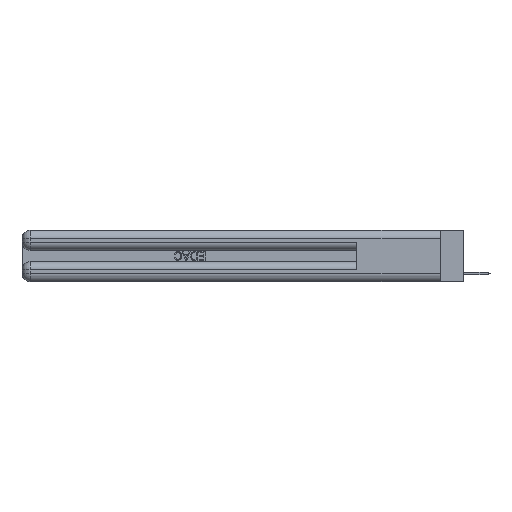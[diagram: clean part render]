
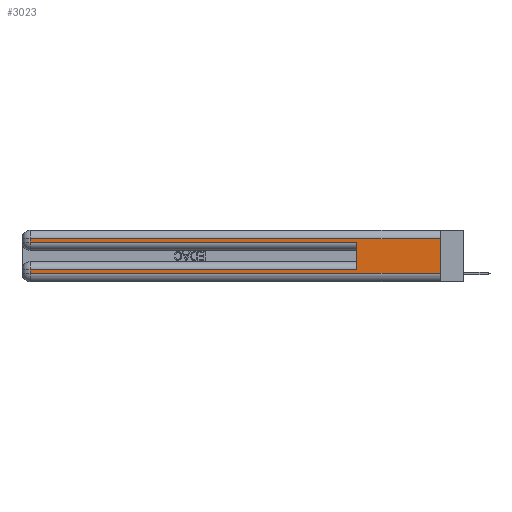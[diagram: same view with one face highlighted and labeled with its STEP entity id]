
A CAD part, left-side view. The second image highlights one B-rep face of the part: STEP entity #3023.
In plain terms, the highlighted planar face has unit normal (-1, 0, 0).
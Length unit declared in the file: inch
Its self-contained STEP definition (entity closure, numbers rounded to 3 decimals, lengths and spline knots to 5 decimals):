
#304 = VECTOR ( 'NONE', #11669, 39.37008 ) ;
#508 = VECTOR ( 'NONE', #2178, 39.37008 ) ;
#861 = EDGE_CURVE ( 'NONE', #1773, #2623, #24338, .T. ) ;
#1255 = ORIENTED_EDGE ( 'NONE', *, *, #11573, .T. ) ;
#1550 = EDGE_CURVE ( 'NONE', #8369, #6767, #22154, .T. ) ;
#1718 = VECTOR ( 'NONE', #19874, 39.37008 ) ;
#1773 = VERTEX_POINT ( 'NONE', #7384 ) ;
#2136 = DIRECTION ( 'NONE',  ( 0., 0., -1. ) ) ;
#2178 = DIRECTION ( 'NONE',  ( 0., -1., 0. ) ) ;
#2443 = VERTEX_POINT ( 'NONE', #2447 ) ;
#2447 = CARTESIAN_POINT ( 'NONE',  ( 0., 0., 0.06 ) ) ;
#2623 = VERTEX_POINT ( 'NONE', #18718 ) ;
#2857 = CARTESIAN_POINT ( 'NONE',  ( 0., 0., 0.31 ) ) ;
#2901 = DIRECTION ( 'NONE',  ( 0., 1., 0. ) ) ;
#3023 = ADVANCED_FACE ( 'NONE', ( #18135 ), #14100, .F. ) ;
#3152 = CARTESIAN_POINT ( 'NONE',  ( 0., 2.94, 0.37 ) ) ;
#3164 = VECTOR ( 'NONE', #14106, 39.37008 ) ;
#3250 = DIRECTION ( 'NONE',  ( 0., 0., -1. ) ) ;
#3295 = ORIENTED_EDGE ( 'NONE', *, *, #3857, .T. ) ;
#3600 = DIRECTION ( 'NONE',  ( 0., -1., 0. ) ) ;
#3717 = ORIENTED_EDGE ( 'NONE', *, *, #21122, .T. ) ;
#3857 = EDGE_CURVE ( 'NONE', #1773, #8369, #13353, .T. ) ;
#4049 = EDGE_CURVE ( 'NONE', #6767, #2443, #18480, .T. ) ;
#4228 = EDGE_LOOP ( 'NONE', ( #26819, #3717, #5234, #1255, #27530, #3295, #15308, #22801 ) ) ;
#4337 = VERTEX_POINT ( 'NONE', #13597 ) ;
#5127 = CARTESIAN_POINT ( 'NONE',  ( 0., 2.94, 0.06 ) ) ;
#5234 = ORIENTED_EDGE ( 'NONE', *, *, #6779, .T. ) ;
#5902 = CARTESIAN_POINT ( 'NONE',  ( 0., 0., 0.37 ) ) ;
#6080 = LINE ( 'NONE', #5902, #3164 ) ;
#6767 = VERTEX_POINT ( 'NONE', #5127 ) ;
#6779 = EDGE_CURVE ( 'NONE', #4337, #7339, #26284, .T. ) ;
#7056 = AXIS2_PLACEMENT_3D ( 'NONE', #26799, #13559, #3250 ) ;
#7065 = VERTEX_POINT ( 'NONE', #2857 ) ;
#7109 = CARTESIAN_POINT ( 'NONE',  ( 0., 2.94, 0.37 ) ) ;
#7339 = VERTEX_POINT ( 'NONE', #9826 ) ;
#7384 = CARTESIAN_POINT ( 'NONE',  ( 0., 0.6, 0.085 ) ) ;
#8369 = VERTEX_POINT ( 'NONE', #23406 ) ;
#9720 = CARTESIAN_POINT ( 'NONE',  ( 0., 0.6, 0.145 ) ) ;
#9826 = CARTESIAN_POINT ( 'NONE',  ( 0., 2.94, 0.285 ) ) ;
#11573 = EDGE_CURVE ( 'NONE', #7339, #2623, #14044, .T. ) ;
#11669 = DIRECTION ( 'NONE',  ( 0., 0., -1. ) ) ;
#12062 = VECTOR ( 'NONE', #3600, 39.37008 ) ;
#13353 = LINE ( 'NONE', #17521, #19621 ) ;
#13559 = DIRECTION ( 'NONE',  ( 1., 0., 0. ) ) ;
#13597 = CARTESIAN_POINT ( 'NONE',  ( 0., 2.94, 0.31 ) ) ;
#14044 = LINE ( 'NONE', #22273, #12062 ) ;
#14100 = PLANE ( 'NONE',  #7056 ) ;
#14106 = DIRECTION ( 'NONE',  ( 0., 0., -1. ) ) ;
#15276 = CARTESIAN_POINT ( 'NONE',  ( 0., 0., 0.06 ) ) ;
#15308 = ORIENTED_EDGE ( 'NONE', *, *, #1550, .T. ) ;
#15904 = VECTOR ( 'NONE', #21575, 39.37008 ) ;
#16991 = CARTESIAN_POINT ( 'NONE',  ( 0., 0., 0.31 ) ) ;
#17521 = CARTESIAN_POINT ( 'NONE',  ( 0., 0., 0.085 ) ) ;
#18135 = FACE_OUTER_BOUND ( 'NONE', #4228, .T. ) ;
#18480 = LINE ( 'NONE', #15276, #508 ) ;
#18718 = CARTESIAN_POINT ( 'NONE',  ( 0., 0.6, 0.285 ) ) ;
#19621 = VECTOR ( 'NONE', #2901, 39.37008 ) ;
#19874 = DIRECTION ( 'NONE',  ( 0., 0., 1. ) ) ;
#19933 = VECTOR ( 'NONE', #2136, 39.37008 ) ;
#21122 = EDGE_CURVE ( 'NONE', #7065, #4337, #23408, .T. ) ;
#21575 = DIRECTION ( 'NONE',  ( 0., 1., 0. ) ) ;
#22154 = LINE ( 'NONE', #7109, #19933 ) ;
#22273 = CARTESIAN_POINT ( 'NONE',  ( 0., 0., 0.285 ) ) ;
#22801 = ORIENTED_EDGE ( 'NONE', *, *, #4049, .T. ) ;
#23406 = CARTESIAN_POINT ( 'NONE',  ( 0., 2.94, 0.085 ) ) ;
#23408 = LINE ( 'NONE', #16991, #15904 ) ;
#24338 = LINE ( 'NONE', #9720, #1718 ) ;
#26284 = LINE ( 'NONE', #3152, #304 ) ;
#26533 = EDGE_CURVE ( 'NONE', #7065, #2443, #6080, .T. ) ;
#26799 = CARTESIAN_POINT ( 'NONE',  ( 0., 0., 0.37 ) ) ;
#26819 = ORIENTED_EDGE ( 'NONE', *, *, #26533, .F. ) ;
#27530 = ORIENTED_EDGE ( 'NONE', *, *, #861, .F. ) ;
